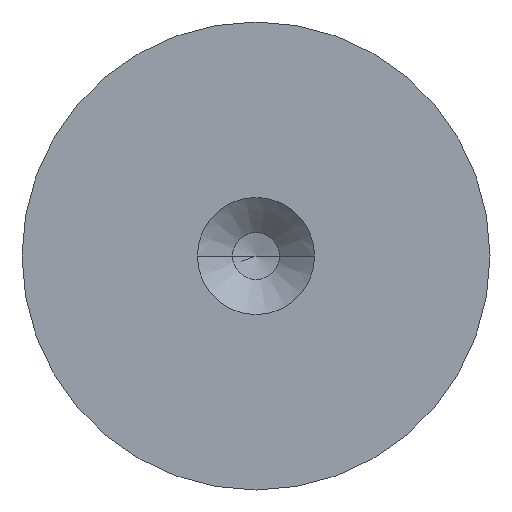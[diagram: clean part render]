
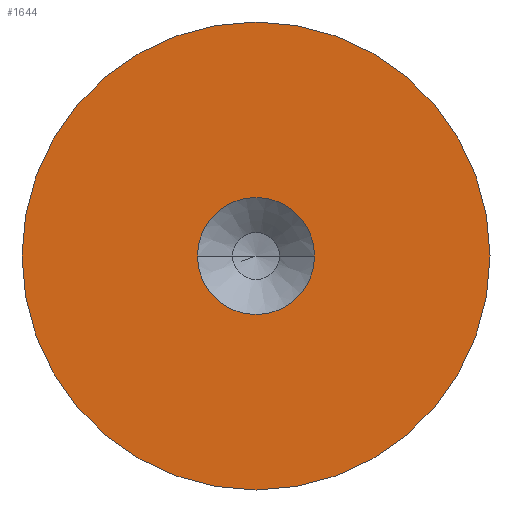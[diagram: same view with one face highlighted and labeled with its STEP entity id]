
A CAD part, left-side view. The second image highlights one B-rep face of the part: STEP entity #1644.
In plain terms, the highlighted planar face has unit normal (-1, 0, 0).
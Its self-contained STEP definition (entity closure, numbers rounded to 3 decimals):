
#750=VERTEX_POINT('',#1960);
#770=EDGE_CURVE('',#750,#1984,#1985,.T.);
#1308=VERTEX_POINT('',#2603);
#1342=EDGE_CURVE('',#1984,#750,#2640,.T.);
#1472=EDGE_CURVE('',#1308,#2781,#2782,.T.);
#1562=EDGE_CURVE('',#2781,#1308,#2888,.T.);
#1644=ADVANCED_FACE('',(#2979,#2980),#2981,.T.);
#1960=CARTESIAN_POINT('',(0.0,-8.0,0.));
#1984=VERTEX_POINT('',#3406);
#1985=CIRCLE('',#3407,8.0);
#2603=CARTESIAN_POINT('',(0.0,-2.0,0.));
#2640=CIRCLE('',#4417,8.0);
#2781=VERTEX_POINT('',#4651);
#2782=CIRCLE('',#4652,2.0);
#2888=CIRCLE('',#4820,2.0);
#2979=FACE_OUTER_BOUND('',#4948,.T.);
#2980=FACE_BOUND('',#4949,.T.);
#2981=PLANE('',#4950);
#3406=CARTESIAN_POINT('',(0.0,8.0,0.));
#3407=AXIS2_PLACEMENT_3D('',#5417,#5418,#5419);
#4417=AXIS2_PLACEMENT_3D('',#6300,#6301,#6302);
#4651=CARTESIAN_POINT('',(0.0,2.0,0.));
#4652=AXIS2_PLACEMENT_3D('',#6439,#6440,#6441);
#4820=AXIS2_PLACEMENT_3D('',#6581,#6582,#6583);
#4948=EDGE_LOOP('',(#6683,#6684));
#4949=EDGE_LOOP('',(#6685,#6686));
#4950=AXIS2_PLACEMENT_3D('',#6687,#6688,#6689);
#5417=CARTESIAN_POINT('',(0.0,0.0,0.0));
#5418=DIRECTION('',(-1.0,0.0,0.0));
#5419=DIRECTION('',(0.0,1.0,0.));
#6300=CARTESIAN_POINT('',(0.0,0.0,0.0));
#6301=DIRECTION('',(-1.0,0.0,0.0));
#6302=DIRECTION('',(0.0,1.0,0.));
#6439=CARTESIAN_POINT('',(0.0,0.0,0.0));
#6440=DIRECTION('',(1.0,0.0,0.0));
#6441=DIRECTION('',(0.0,1.0,0.));
#6581=CARTESIAN_POINT('',(0.0,0.0,0.0));
#6582=DIRECTION('',(1.0,0.0,0.0));
#6583=DIRECTION('',(0.0,1.0,0.));
#6683=ORIENTED_EDGE('',*,*,#770,.T.);
#6684=ORIENTED_EDGE('',*,*,#1342,.T.);
#6685=ORIENTED_EDGE('',*,*,#1472,.T.);
#6686=ORIENTED_EDGE('',*,*,#1562,.T.);
#6687=CARTESIAN_POINT('',(0.0,4.0,0.));
#6688=DIRECTION('',(-1.0,0.0,0.0));
#6689=DIRECTION('',(0.0,0.0,1.0));
